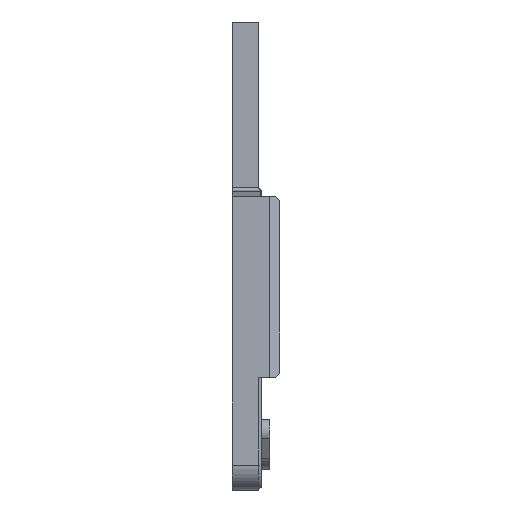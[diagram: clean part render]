
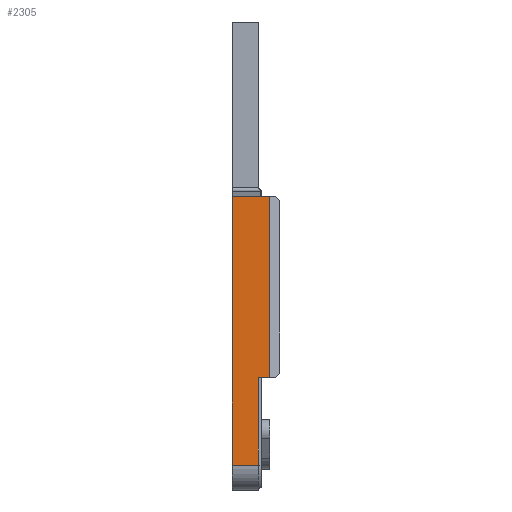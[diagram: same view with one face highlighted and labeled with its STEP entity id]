
A CAD part, front view. The second image highlights one B-rep face of the part: STEP entity #2305.
In plain terms, the highlighted planar face has unit normal (0, -1, 0).
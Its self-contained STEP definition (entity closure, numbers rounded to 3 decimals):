
#241=LINE('',#3309,#466);
#247=LINE('',#3320,#472);
#252=LINE('',#3332,#477);
#266=LINE('',#3358,#491);
#269=LINE('',#3364,#494);
#270=LINE('',#3366,#495);
#271=LINE('',#3368,#496);
#272=LINE('',#3369,#497);
#466=VECTOR('',#2770,25.4);
#472=VECTOR('',#2778,25.4);
#477=VECTOR('',#2787,25.4);
#491=VECTOR('',#2807,25.4);
#494=VECTOR('',#2812,25.4);
#495=VECTOR('',#2813,25.4);
#496=VECTOR('',#2814,25.4);
#497=VECTOR('',#2815,25.4);
#699=FACE_OUTER_BOUND('',#801,.T.);
#801=EDGE_LOOP('',(#1735,#1736,#1737,#1738,#1739,#1740,#1741,#1742));
#1001=VERTEX_POINT('',#3307);
#1002=VERTEX_POINT('',#3308);
#1006=VERTEX_POINT('',#3318);
#1011=VERTEX_POINT('',#3331);
#1020=VERTEX_POINT('',#3357);
#1022=VERTEX_POINT('',#3363);
#1023=VERTEX_POINT('',#3365);
#1024=VERTEX_POINT('',#3367);
#1293=EDGE_CURVE('',#1001,#1002,#241,.T.);
#1299=EDGE_CURVE('',#1006,#1001,#247,.T.);
#1304=EDGE_CURVE('',#1002,#1011,#252,.T.);
#1318=EDGE_CURVE('',#1020,#1006,#266,.T.);
#1321=EDGE_CURVE('',#1022,#1020,#269,.T.);
#1322=EDGE_CURVE('',#1023,#1022,#270,.T.);
#1323=EDGE_CURVE('',#1024,#1023,#271,.T.);
#1324=EDGE_CURVE('',#1011,#1024,#272,.T.);
#1735=ORIENTED_EDGE('',*,*,#1293,.F.);
#1736=ORIENTED_EDGE('',*,*,#1299,.F.);
#1737=ORIENTED_EDGE('',*,*,#1318,.F.);
#1738=ORIENTED_EDGE('',*,*,#1321,.F.);
#1739=ORIENTED_EDGE('',*,*,#1322,.F.);
#1740=ORIENTED_EDGE('',*,*,#1323,.F.);
#1741=ORIENTED_EDGE('',*,*,#1324,.F.);
#1742=ORIENTED_EDGE('',*,*,#1304,.F.);
#2216=PLANE('',#2456);
#2305=ADVANCED_FACE('',(#699),#2216,.T.);
#2456=AXIS2_PLACEMENT_3D('',#3362,#2810,#2811);
#2770=DIRECTION('',(-0.707,0.,-0.707));
#2778=DIRECTION('',(0.,0.,-1.));
#2787=DIRECTION('',(-1.,0.,0.));
#2807=DIRECTION('',(0.707,0.,-0.707));
#2810=DIRECTION('center_axis',(0.,-1.,0.));
#2811=DIRECTION('ref_axis',(1.,0.,0.));
#2812=DIRECTION('',(1.,0.,0.));
#2813=DIRECTION('',(0.,0.,1.));
#2814=DIRECTION('',(-1.,0.,0.));
#2815=DIRECTION('',(0.,0.,-1.));
#3307=CARTESIAN_POINT('',(114.28,-75.95,-25.077));
#3308=CARTESIAN_POINT('',(114.18,-75.95,-25.177));
#3309=CARTESIAN_POINT('',(111.333,-75.95,-28.024));
#3318=CARTESIAN_POINT('',(114.28,-75.95,-3.445));
#3320=CARTESIAN_POINT('',(114.28,-75.95,10.398));
#3331=CARTESIAN_POINT('',(112.953,-75.95,-25.177));
#3332=CARTESIAN_POINT('',(136.373,-75.95,-25.177));
#3357=CARTESIAN_POINT('',(114.18,-75.95,-3.345));
#3358=CARTESIAN_POINT('',(122.097,-75.95,-11.261));
#3362=CARTESIAN_POINT('Origin',(113.303,-75.95,-35.788));
#3363=CARTESIAN_POINT('',(109.803,-75.95,-3.345));
#3364=CARTESIAN_POINT('',(136.373,-75.95,-3.345));
#3365=CARTESIAN_POINT('',(109.803,-75.95,-35.792));
#3366=CARTESIAN_POINT('',(109.803,-75.95,-15.175));
#3367=CARTESIAN_POINT('',(112.953,-75.95,-35.792));
#3368=CARTESIAN_POINT('',(111.553,-75.95,-35.792));
#3369=CARTESIAN_POINT('',(112.953,-75.95,-20.518));
